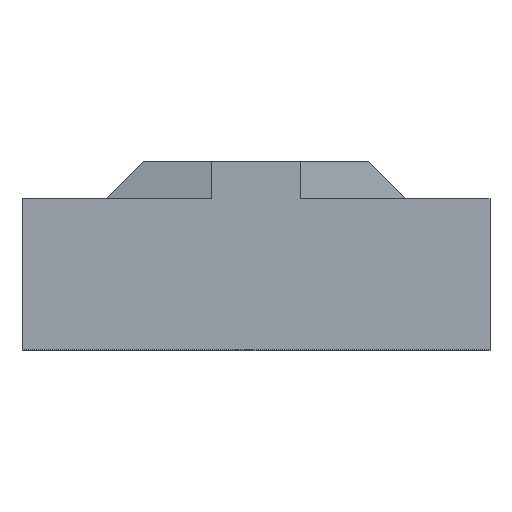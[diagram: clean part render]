
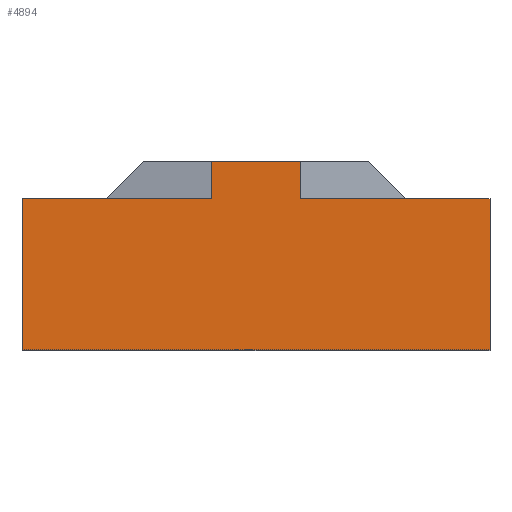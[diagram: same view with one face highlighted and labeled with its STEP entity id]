
A CAD part, top view. The second image highlights one B-rep face of the part: STEP entity #4894.
In plain terms, the highlighted planar face has unit normal (0, 0, 1).
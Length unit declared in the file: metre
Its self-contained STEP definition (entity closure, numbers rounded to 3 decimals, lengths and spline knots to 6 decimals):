
#641=DIRECTION('',(0.,1.,0.));
#642=VECTOR('',#641,0.0122);
#643=CARTESIAN_POINT('',(-0.01885,-0.0055,0.0162));
#644=LINE('',#643,#642);
#980=DIRECTION('',(0.,-1.,0.));
#981=VECTOR('',#980,0.0122);
#982=CARTESIAN_POINT('',(0.01885,0.0067,0.0162));
#983=LINE('',#982,#981);
#1291=DIRECTION('',(1.,0.,0.));
#1292=VECTOR('',#1291,0.01525);
#1293=CARTESIAN_POINT('',(0.0036,0.0067,0.0162));
#1294=LINE('',#1293,#1292);
#2085=DIRECTION('',(-1.,0.,0.));
#2086=VECTOR('',#2085,0.0377);
#2087=CARTESIAN_POINT('',(0.01885,-0.0055,0.0162));
#2088=LINE('',#2087,#2086);
#2113=DIRECTION('',(-1.,0.,0.));
#2114=VECTOR('',#2113,0.01525);
#2115=CARTESIAN_POINT('',(-0.0036,0.0067,0.0162));
#2116=LINE('',#2115,#2114);
#2120=DIRECTION('',(0.,-1.,0.));
#2121=VECTOR('',#2120,0.003);
#2122=CARTESIAN_POINT('',(-0.0036,0.0097,0.0162));
#2123=LINE('',#2122,#2121);
#2127=DIRECTION('',(-1.,0.,0.));
#2128=VECTOR('',#2127,0.0072);
#2129=CARTESIAN_POINT('',(0.0036,0.0097,0.0162));
#2130=LINE('',#2129,#2128);
#2134=DIRECTION('',(0.,1.,0.));
#2135=VECTOR('',#2134,0.003);
#2136=CARTESIAN_POINT('',(0.0036,0.0067,0.0162));
#2137=LINE('',#2136,#2135);
#3114=CARTESIAN_POINT('',(-0.0036,0.0097,0.0162));
#3116=VERTEX_POINT('',#3114);
#3117=CARTESIAN_POINT('',(0.0036,0.0097,0.0162));
#3118=VERTEX_POINT('',#3117);
#3121=CARTESIAN_POINT('',(0.0036,0.0067,0.0162));
#3122=VERTEX_POINT('',#3121);
#3123=CARTESIAN_POINT('',(-0.0036,0.0067,0.0162));
#3124=VERTEX_POINT('',#3123);
#3129=CARTESIAN_POINT('',(-0.01885,-0.0055,0.0162));
#3130=CARTESIAN_POINT('',(-0.01885,0.0067,0.0162));
#3131=VERTEX_POINT('',#3129);
#3132=VERTEX_POINT('',#3130);
#3151=CARTESIAN_POINT('',(0.01885,0.0067,0.0162));
#3152=CARTESIAN_POINT('',(0.01885,-0.0055,0.0162));
#3153=VERTEX_POINT('',#3151);
#3154=VERTEX_POINT('',#3152);
#4876=CARTESIAN_POINT('',(0.01885,0.0055,0.0162));
#4877=DIRECTION('',(0.,0.,-1.));
#4878=DIRECTION('',(-1.,0.,0.));
#4879=AXIS2_PLACEMENT_3D('',#4876,#4877,#4878);
#4880=PLANE('',#4879);
#4881=ORIENTED_EDGE('',*,*,#4856,.T.);
#4882=ORIENTED_EDGE('',*,*,#3576,.T.);
#4883=ORIENTED_EDGE('',*,*,#3689,.F.);
#4885=ORIENTED_EDGE('',*,*,#4884,.F.);
#4887=ORIENTED_EDGE('',*,*,#4886,.F.);
#4889=ORIENTED_EDGE('',*,*,#4888,.F.);
#4890=ORIENTED_EDGE('',*,*,#3977,.T.);
#4891=ORIENTED_EDGE('',*,*,#3806,.T.);
#4892=EDGE_LOOP('',(#4881,#4882,#4883,#4885,#4887,#4889,#4890,#4891));
#4893=FACE_OUTER_BOUND('',#4892,.F.);
#3576=EDGE_CURVE('',#3131,#3132,#644,.T.);
#3689=EDGE_CURVE('',#3124,#3132,#2116,.T.);
#3806=EDGE_CURVE('',#3153,#3154,#983,.T.);
#3977=EDGE_CURVE('',#3122,#3153,#1294,.T.);
#4856=EDGE_CURVE('',#3154,#3131,#2088,.T.);
#4884=EDGE_CURVE('',#3116,#3124,#2123,.T.);
#4886=EDGE_CURVE('',#3118,#3116,#2130,.T.);
#4888=EDGE_CURVE('',#3122,#3118,#2137,.T.);
#4894=ADVANCED_FACE('',(#4893),#4880,.F.);
